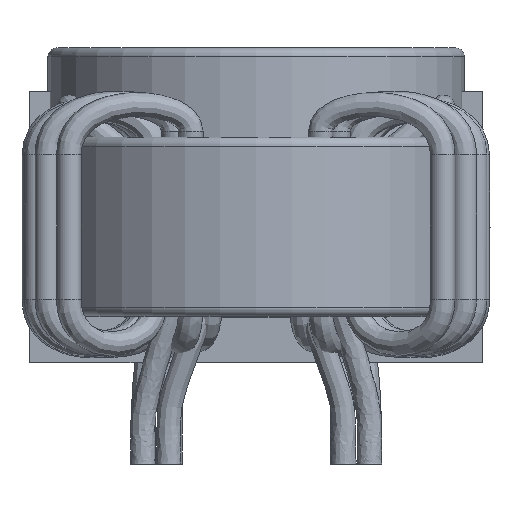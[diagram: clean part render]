
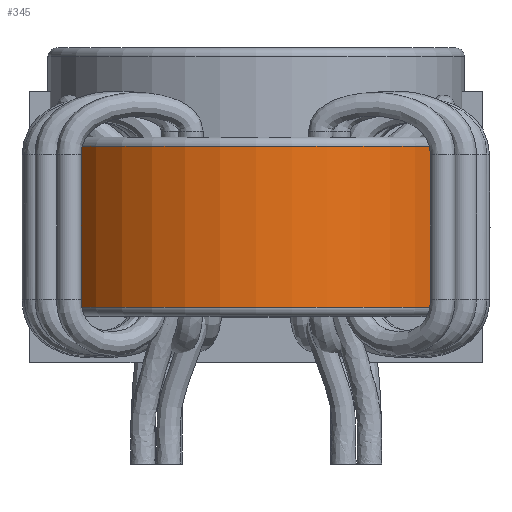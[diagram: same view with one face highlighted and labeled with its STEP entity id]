
A CAD part, top view. The second image highlights one B-rep face of the part: STEP entity #345.
In plain terms, the highlighted cylindrical face has radius 11.5 mm (diameter 23 mm), a full revolution.
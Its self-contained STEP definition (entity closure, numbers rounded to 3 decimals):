
#345 = ADVANCED_FACE( '', ( #458, #459 ), #460, .T. );
#458 = FACE_OUTER_BOUND( '', #756, .T. );
#459 = FACE_OUTER_BOUND( '', #757, .T. );
#460 = CYLINDRICAL_SURFACE( '', #758, 11.5 );
#756 = EDGE_LOOP( '', ( #7411 ) );
#757 = EDGE_LOOP( '', ( #7412 ) );
#758 = AXIS2_PLACEMENT_3D( '', #7413, #7414, #7415 );
#7411 = ORIENTED_EDGE( '', *, *, #7906, .T. );
#7412 = ORIENTED_EDGE( '', *, *, #7910, .T. );
#7413 = CARTESIAN_POINT( '', ( 0., 9.9, 0. ) );
#7414 = DIRECTION( '', ( 0., -1., 0. ) );
#7415 = DIRECTION( '', ( 0., 0., -1. ) );
#7906 = EDGE_CURVE( '', #8061, #8061, #8062, .T. );
#7910 = EDGE_CURVE( '', #8069, #8069, #8070, .T. );
#8061 = VERTEX_POINT( '', #8343 );
#8062 = CIRCLE( '', #8344, 11.5 );
#8069 = VERTEX_POINT( '', #8351 );
#8070 = CIRCLE( '', #8352, 11.5 );
#8343 = CARTESIAN_POINT( '', ( 0., 0.5, -11.5 ) );
#8344 = AXIS2_PLACEMENT_3D( '', #9202, #9203, #9204 );
#8351 = CARTESIAN_POINT( '', ( 0., 9.4, -11.5 ) );
#8352 = AXIS2_PLACEMENT_3D( '', #9214, #9215, #9216 );
#9202 = CARTESIAN_POINT( '', ( 0., 0.5, 0. ) );
#9203 = DIRECTION( '', ( 0., 1., 0. ) );
#9204 = DIRECTION( '', ( 0., 0., -1. ) );
#9214 = CARTESIAN_POINT( '', ( 0., 9.4, 0. ) );
#9215 = DIRECTION( '', ( 0., -1., 0. ) );
#9216 = DIRECTION( '', ( 0., 0., -1. ) );
